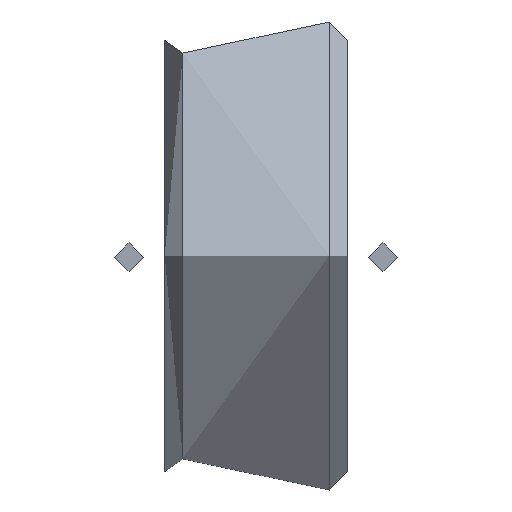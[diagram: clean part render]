
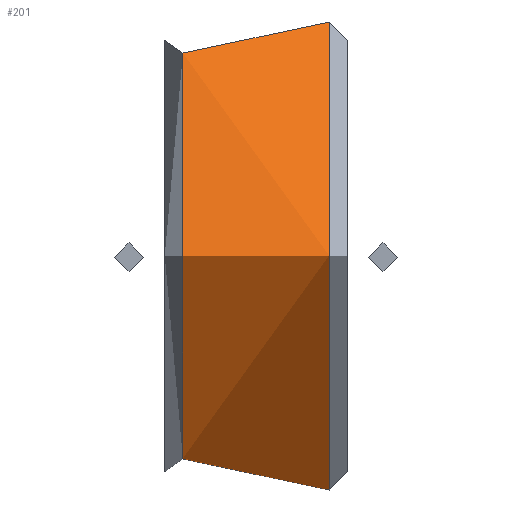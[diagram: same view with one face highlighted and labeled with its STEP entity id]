
A CAD part, top view. The second image highlights one B-rep face of the part: STEP entity #201.
In plain terms, the highlighted cylindrical face has radius 6.45 mm (diameter 12.9 mm), a full revolution.
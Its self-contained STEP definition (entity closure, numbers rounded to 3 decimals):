
#201=ADVANCED_FACE('',(#564,#565),#566,.T.);
#564=FACE_OUTER_BOUND('',#1251,.T.);
#565=FACE_OUTER_BOUND('',#1252,.T.);
#566=CYLINDRICAL_SURFACE('',#1253,6.45);
#1251=EDGE_LOOP('',(#5834));
#1252=EDGE_LOOP('',(#5835));
#1253=AXIS2_PLACEMENT_3D('',#5836,#5837,#5838);
#5834=ORIENTED_EDGE('',*,*,#6716,.T.);
#5835=ORIENTED_EDGE('',*,*,#6714,.T.);
#5836=CARTESIAN_POINT('',(3.5,0.,8.589));
#5837=DIRECTION('',(-1.0,0.,-0.0));
#5838=DIRECTION('',(0.0,-0.0,-1.0));
#6714=EDGE_CURVE('',#7054,#7054,#7055,.T.);
#6716=EDGE_CURVE('',#7057,#7057,#7058,.T.);
#7054=VERTEX_POINT('',#7561);
#7055=CIRCLE('',#7562,6.45);
#7057=VERTEX_POINT('',#7564);
#7058=CIRCLE('',#7565,6.45);
#7561=CARTESIAN_POINT('',(1.485,0.,15.039));
#7562=AXIS2_PLACEMENT_3D('',#9434,#9435,#9436);
#7564=CARTESIAN_POINT('',(5.515,0.,2.139));
#7565=AXIS2_PLACEMENT_3D('',#9437,#9438,#9439);
#9434=CARTESIAN_POINT('',(1.485,0.,8.589));
#9435=DIRECTION('',(1.0,0.,0.0));
#9436=DIRECTION('',(0.0,0.0,1.0));
#9437=CARTESIAN_POINT('',(5.515,0.,8.589));
#9438=DIRECTION('',(-1.0,0.,-0.0));
#9439=DIRECTION('',(0.0,-0.0,-1.0));
